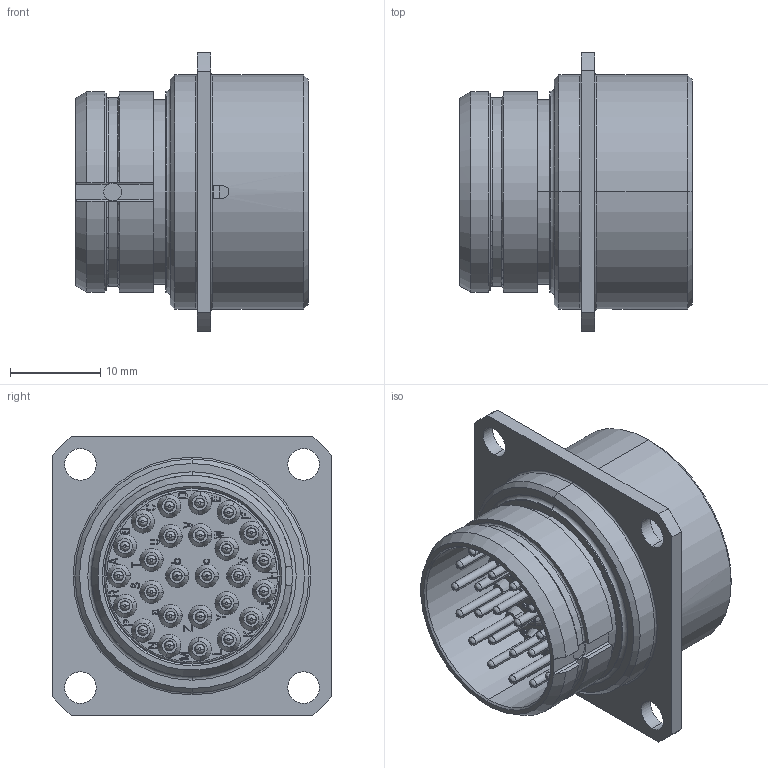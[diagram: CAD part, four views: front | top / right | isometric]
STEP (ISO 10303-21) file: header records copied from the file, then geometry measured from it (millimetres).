
FILE_DESCRIPTION((''),'2;1');
FILE_NAME('1332E426MS','2024-07-26T13:39:52',('paultorloting'),('NET AG system integration'),'CREO PARAMETRIC BY PTC INC, 2021404','CREO PARAMETRIC BY PTC INC, 2021404','');
FILE_SCHEMA(('AUTOMOTIVE_DESIGN { 1 0 10303 214 1 1 1 1 }'));
Products named in the file (1): 1332E426MS
Bounding box: 25.8 x 31 x 31 mm (x, y, z)
Volume: 7758.9 mm3; surface area: 10610.4 mm2
Topology: 1 solids, 1 shells, 3173 faces, 8664 edges, 5566 vertices
Faces by surface type: plane 1610, cylinder 1087, bspline 234, torus 126, cone 116
Entity records: 130827 total; most frequent: CARTESIAN_POINT 32728, ORIENTED_EDGE 17328, DIRECTION 15237, EDGE_CURVE 8664, VERTEX_POINT 5566, AXIS2_PLACEMENT_3D 5409, VECTOR 4416, LINE 4416
